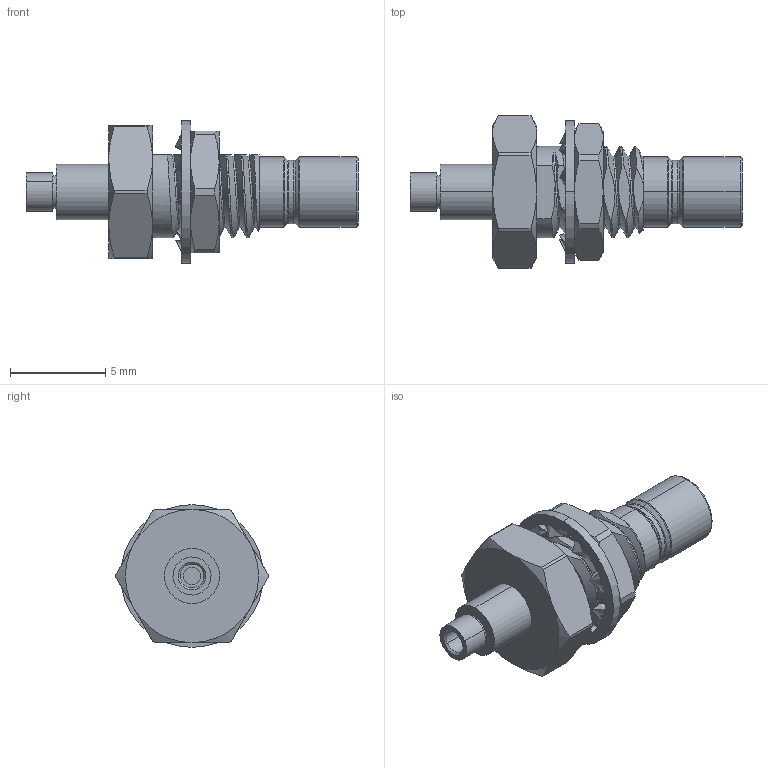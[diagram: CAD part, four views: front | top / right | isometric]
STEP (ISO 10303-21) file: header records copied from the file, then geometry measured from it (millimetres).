
FILE_DESCRIPTION (( 'STEP AP203' ), '1' );
FILE_NAME ('SMB-BP-137.STEP', '2024-12-03T01:36:44', ( '' ), ( '' ), 'SwSTEP 2.0', 'SolidWorks 2022', '' );
FILE_SCHEMA (( 'CONFIG_CONTROL_DESIGN' ));
Length unit declared in the file: millimetre
Products named in the file (1): SMB-BP-137
Bounding box: 17.45 x 8 x 7.5 mm (x, y, z)
Volume: 277.2 mm3; surface area: 587.4 mm2
Topology: 1 solids, 1 shells, 216 faces, 563 edges, 359 vertices
Faces by surface type: cylinder 81, cone 44, bspline 44, plane 37, torus 10
Entity records: 8181 total; most frequent: CARTESIAN_POINT 3388, ORIENTED_EDGE 1126, DIRECTION 806, EDGE_CURVE 563, VERTEX_POINT 359, AXIS2_PLACEMENT_3D 338, EDGE_LOOP 232, FACE_OUTER_BOUND 216
